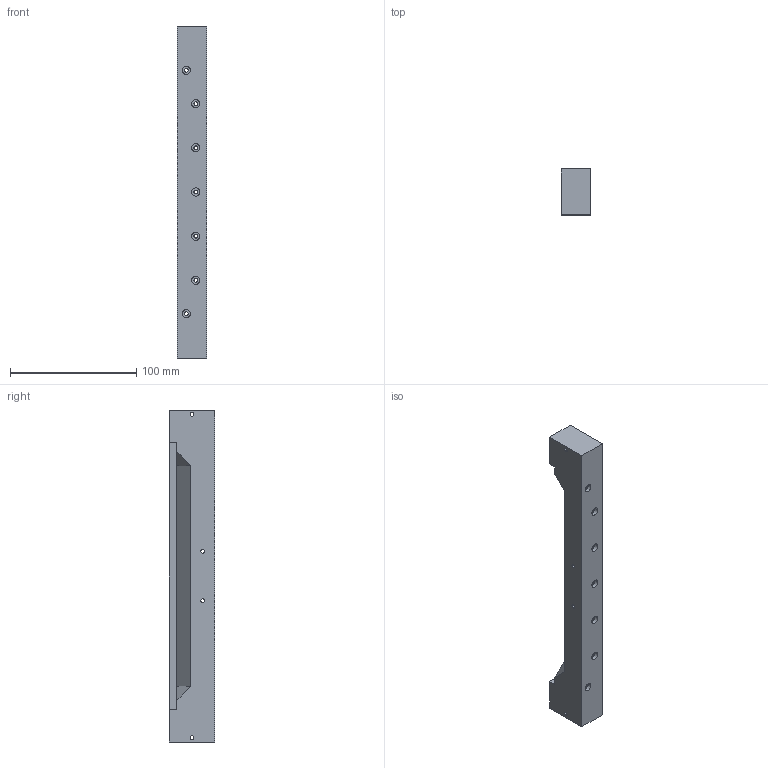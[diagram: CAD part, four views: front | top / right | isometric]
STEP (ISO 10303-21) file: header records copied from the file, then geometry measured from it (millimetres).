
FILE_DESCRIPTION (( 'STEP AP203' ), '1' );
FILE_NAME ('bord chaud.STEP', '2019-12-11T08:18:21', ( '' ), ( '' ), 'SwSTEP 2.0', 'SolidWorks 2013', '' );
FILE_SCHEMA (( 'CONFIG_CONTROL_DESIGN' ));
Length unit declared in the file: millimetre
Products named in the file (1): bord chaud
Bounding box: 23.05 x 36.05 x 263.1 mm (x, y, z)
Volume: 181940.8 mm3; surface area: 34738.3 mm2
Topology: 1 solids, 1 shells, 56 faces, 141 edges, 94 vertices
Faces by surface type: cylinder 36, plane 20
Entity records: 1838 total; most frequent: DIRECTION 327, CARTESIAN_POINT 292, ORIENTED_EDGE 282, EDGE_CURVE 141, AXIS2_PLACEMENT_3D 129, VERTEX_POINT 94, EDGE_LOOP 85, CIRCLE 72
